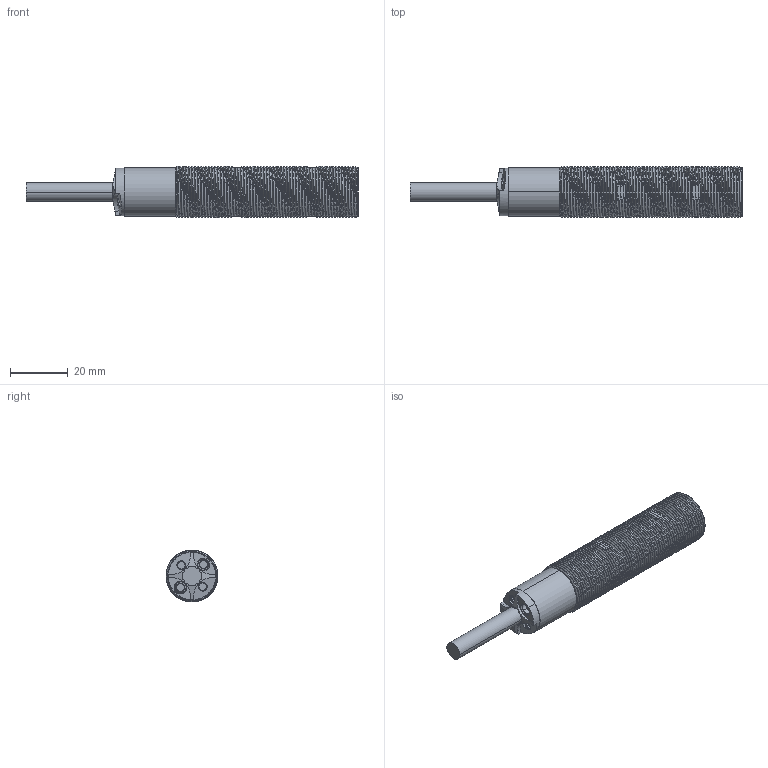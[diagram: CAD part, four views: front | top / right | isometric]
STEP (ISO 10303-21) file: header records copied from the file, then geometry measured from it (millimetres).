
FILE_DESCRIPTION((''),'2;1');
FILE_NAME('215019_ASM','2019-11-04T13:46:07',('pdmadmin'),('BANNER ENGINEERING'),'CREO PARAMETRIC BY PTC INC, 2018300','CREO PARAMETRIC BY PTC INC, 2018300','');
FILE_SCHEMA(('CONFIG_CONTROL_DESIGN'));
Products named in the file (5): 134396; 34614; 81836_LENS; 81836_CABLE; 215019_ASM
Assembly tree (4 placements, depth 2):
  215019_ASM
    134396
    34614
    81836_LENS
    81836_CABLE
Bounding box: 115.24 x 18 x 18 mm (x, y, z)
Volume: 6226.8 mm3; surface area: 13341.8 mm2
Topology: 4 solids, 4 shells, 334 faces, 880 edges, 559 vertices
Faces by surface type: cylinder 176, plane 56, bspline 56, cone 44, torus 2
Entity records: 31039 total; most frequent: CARTESIAN_POINT 23523, ORIENTED_EDGE 1760, DIRECTION 1219, EDGE_CURVE 880, VERTEX_POINT 564, AXIS2_PLACEMENT_3D 465, B_SPLINE_CURVE_WITH_KNOTS 407, EDGE_LOOP 344
